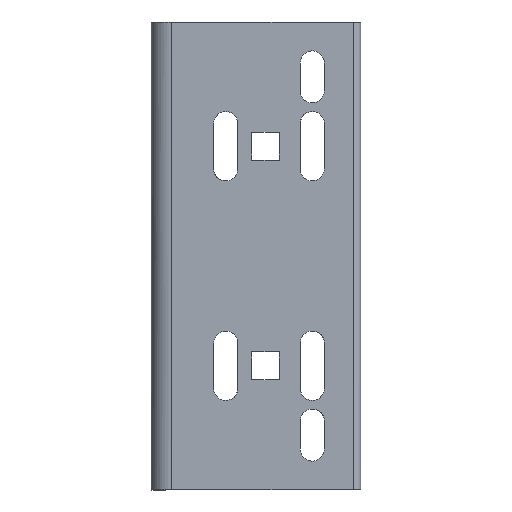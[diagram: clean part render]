
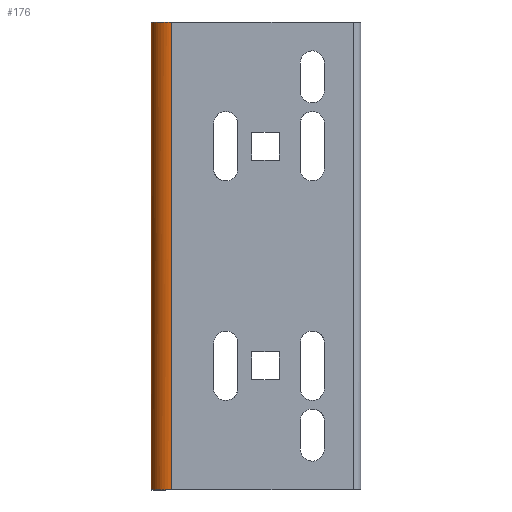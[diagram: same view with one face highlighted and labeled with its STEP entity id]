
A CAD part, left-side view. The second image highlights one B-rep face of the part: STEP entity #176.
In plain terms, the highlighted free-form (B-spline) face has degree [2, 1] with [9, 2] control points.
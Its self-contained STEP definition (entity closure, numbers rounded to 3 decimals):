
#176=ADVANCED_FACE('',(#313),#2426,.T.);
#313=FACE_OUTER_BOUND('',#458,.T.);
#458=EDGE_LOOP('',(#1016,#1017,#1018,#1019));
#1016=ORIENTED_EDGE('',*,*,#1660,.F.);
#1017=ORIENTED_EDGE('',*,*,#1662,.F.);
#1018=ORIENTED_EDGE('',*,*,#1659,.T.);
#1019=ORIENTED_EDGE('',*,*,#1661,.F.);
#1659=EDGE_CURVE('',#2341,#2340,#2070,.T.);
#1660=EDGE_CURVE('',#2257,#2342,#2071,.T.);
#1661=EDGE_CURVE('',#2342,#2340,#1825,.T.);
#1662=EDGE_CURVE('',#2341,#2257,#1826,.T.);
#1825=(
BOUNDED_CURVE()
B_SPLINE_CURVE(2,(#5069,#5070,#5071,#5072,#5073),.UNSPECIFIED.,.F.,.F.)
B_SPLINE_CURVE_WITH_KNOTS((3,2,3),(0.,9.425,18.85),
 .UNSPECIFIED.)
CURVE()
GEOMETRIC_REPRESENTATION_ITEM()
RATIONAL_B_SPLINE_CURVE((1.,0.707,1.,0.707,1.))
REPRESENTATION_ITEM('')
);
#1826=(
BOUNDED_CURVE()
B_SPLINE_CURVE(2,(#5074,#5075,#5076,#5077,#5078),.UNSPECIFIED.,.F.,.F.)
B_SPLINE_CURVE_WITH_KNOTS((3,2,3),(0.,9.425,18.85),
 .UNSPECIFIED.)
CURVE()
GEOMETRIC_REPRESENTATION_ITEM()
RATIONAL_B_SPLINE_CURVE((1.,0.707,1.,0.707,1.))
REPRESENTATION_ITEM('')
);
#2070=B_SPLINE_CURVE_WITH_KNOTS('',1,(#5065,#5066),.UNSPECIFIED.,.F.,.F.,
(2,2),(0.,135.),.UNSPECIFIED.);
#2071=B_SPLINE_CURVE_WITH_KNOTS('',1,(#5067,#5068),.UNSPECIFIED.,.F.,.F.,
(2,2),(-135.,0.),.UNSPECIFIED.);
#2257=VERTEX_POINT('',#4068);
#2340=VERTEX_POINT('',#4151);
#2341=VERTEX_POINT('',#4152);
#2342=VERTEX_POINT('',#4153);
#2426=(
BOUNDED_SURFACE()
B_SPLINE_SURFACE(2,1,((#3776,#3777),(#3778,#3779),(#3780,#3781),(#3782,
#3783),(#3784,#3785),(#3786,#3787),(#3788,#3789),(#3790,#3791),(#3792,#3793)),
 .UNSPECIFIED.,.T.,.F.,.F.)
B_SPLINE_SURFACE_WITH_KNOTS((3,2,2,2,3),(2,2),(0.,1.571,3.142,
4.712,6.283),(0.,162.6),.UNSPECIFIED.)
GEOMETRIC_REPRESENTATION_ITEM()
RATIONAL_B_SPLINE_SURFACE(((1.,1.),(0.707,0.707),
(1.,1.),(0.707,0.707),(1.,1.),(0.707,
0.707),(1.,1.),(0.707,0.707),(1.,1.)))
REPRESENTATION_ITEM('')
SURFACE()
);
#3776=CARTESIAN_POINT('',(-44.,48.5,-81.3));
#3777=CARTESIAN_POINT('',(-44.,48.5,81.3));
#3778=CARTESIAN_POINT('',(-38.,48.5,-81.3));
#3779=CARTESIAN_POINT('',(-38.,48.5,81.3));
#3780=CARTESIAN_POINT('',(-38.,54.5,-81.3));
#3781=CARTESIAN_POINT('',(-38.,54.5,81.3));
#3782=CARTESIAN_POINT('',(-38.,60.5,-81.3));
#3783=CARTESIAN_POINT('',(-38.,60.5,81.3));
#3784=CARTESIAN_POINT('',(-44.,60.5,-81.3));
#3785=CARTESIAN_POINT('',(-44.,60.5,81.3));
#3786=CARTESIAN_POINT('',(-50.,60.5,-81.3));
#3787=CARTESIAN_POINT('',(-50.,60.5,81.3));
#3788=CARTESIAN_POINT('',(-50.,54.5,-81.3));
#3789=CARTESIAN_POINT('',(-50.,54.5,81.3));
#3790=CARTESIAN_POINT('',(-50.,48.5,-81.3));
#3791=CARTESIAN_POINT('',(-50.,48.5,81.3));
#3792=CARTESIAN_POINT('',(-44.,48.5,-81.3));
#3793=CARTESIAN_POINT('',(-44.,48.5,81.3));
#4068=CARTESIAN_POINT('',(-38.,54.5,-67.5));
#4151=CARTESIAN_POINT('',(-50.,54.5,67.5));
#4152=CARTESIAN_POINT('',(-50.,54.5,-67.5));
#4153=CARTESIAN_POINT('',(-38.,54.5,67.5));
#5065=CARTESIAN_POINT('',(-50.,54.5,-67.5));
#5066=CARTESIAN_POINT('',(-50.,54.5,67.5));
#5067=CARTESIAN_POINT('',(-38.,54.5,-67.5));
#5068=CARTESIAN_POINT('',(-38.,54.5,67.5));
#5069=CARTESIAN_POINT('',(-38.,54.5,67.5));
#5070=CARTESIAN_POINT('',(-38.,60.5,67.5));
#5071=CARTESIAN_POINT('',(-44.,60.5,67.5));
#5072=CARTESIAN_POINT('',(-50.,60.5,67.5));
#5073=CARTESIAN_POINT('',(-50.,54.5,67.5));
#5074=CARTESIAN_POINT('',(-50.,54.5,-67.5));
#5075=CARTESIAN_POINT('',(-50.,60.5,-67.5));
#5076=CARTESIAN_POINT('',(-44.,60.5,-67.5));
#5077=CARTESIAN_POINT('',(-38.,60.5,-67.5));
#5078=CARTESIAN_POINT('',(-38.,54.5,-67.5));
